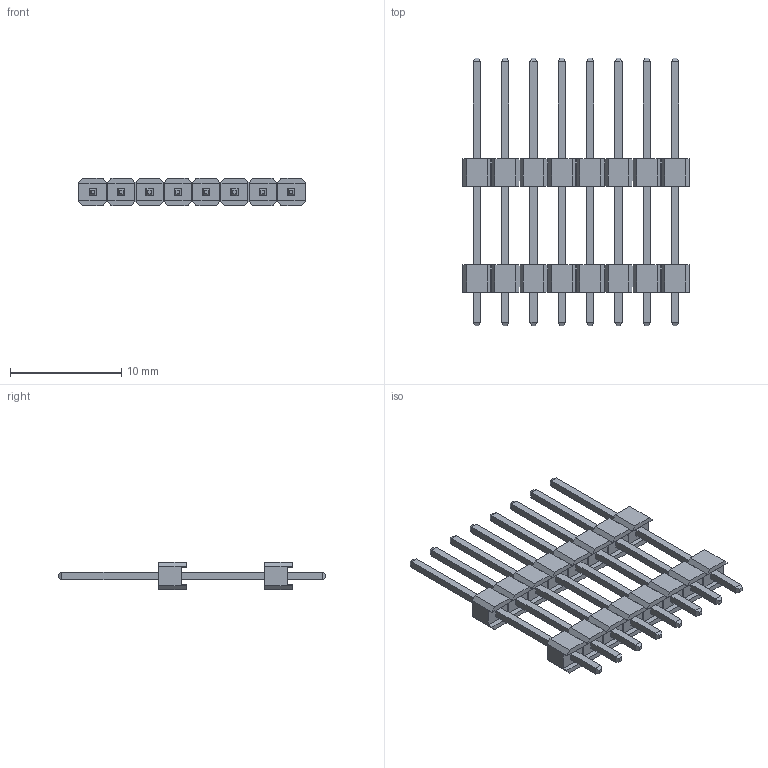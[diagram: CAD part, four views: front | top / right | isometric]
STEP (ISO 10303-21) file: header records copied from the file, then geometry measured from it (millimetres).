
FILE_DESCRIPTION((''),'2;1');
FILE_NAME('879370800','2018-12-05T',('gga'),(''),'PRO/ENGINEER BY PARAMETRIC TECHNOLOGY CORPORATION, 2016010','PRO/ENGINEER BY PARAMETRIC TECHNOLOGY CORPORATION, 2016010','');
FILE_SCHEMA(('CONFIG_CONTROL_DESIGN'));
Length unit declared in the file: millimetre
Products named in the file (1): 879370800
Bounding box: 20.32 x 24 x 2.51 mm (x, y, z)
Volume: 275.8 mm3; surface area: 879.8 mm2
Topology: 1 solids, 1 shells, 484 faces, 1232 edges, 768 vertices
Faces by surface type: plane 484
Entity records: 14127 total; most frequent: CARTESIAN_POINT 2469, ORIENTED_EDGE 2432, DIRECTION 2218, VECTOR 1216, LINE 1216, EDGE_CURVE 1216, VERTEX_POINT 752, EDGE_LOOP 516
